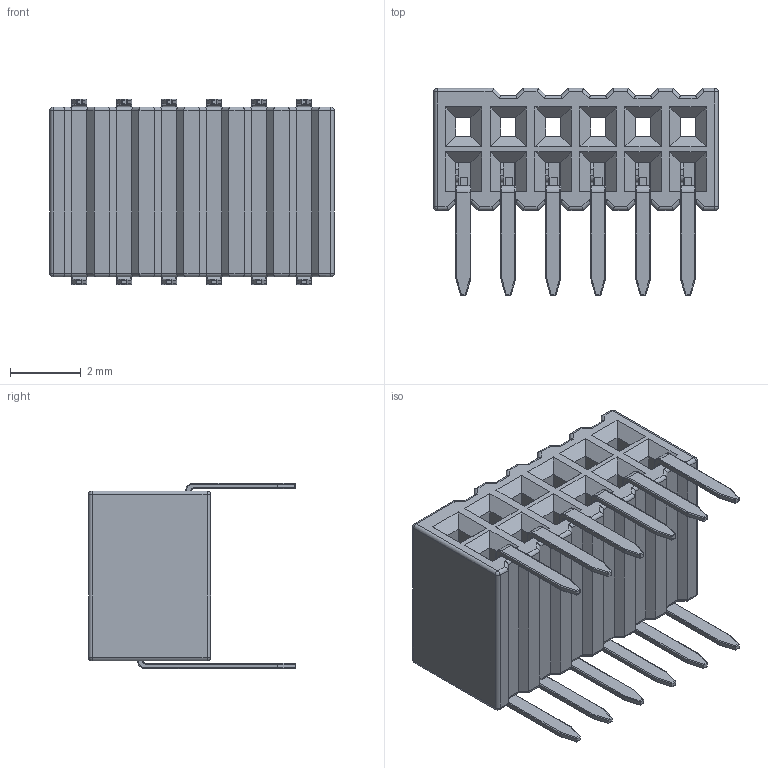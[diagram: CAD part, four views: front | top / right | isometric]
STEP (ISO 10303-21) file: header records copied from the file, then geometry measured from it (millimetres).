
FILE_DESCRIPTION (( 'STEP AP214' ), '1' );
FILE_NAME ('M50-3200645.STEP', '2018-02-07T22:14:43', ( '' ), ( '' ), 'SwSTEP 2.0', 'SolidWorks 2014', '' );
FILE_SCHEMA (( 'AUTOMOTIVE_DESIGN' ));
Length unit declared in the file: millimetre
Products named in the file (1): M50-3200645
Bounding box: 8.04 x 5.85 x 5.24 mm (x, y, z)
Volume: 99.4 mm3; surface area: 550.3 mm2
Topology: 19 solids, 19 shells, 1310 faces, 3400 edges, 2084 vertices
Faces by surface type: plane 710, cylinder 508, torus 48, sphere 44
Entity records: 42770 total; most frequent: CARTESIAN_POINT 7555, ORIENTED_EDGE 6712, DIRECTION 6430, EDGE_CURVE 3356, LINE 2464, VECTOR 2464, VERTEX_POINT 2084, AXIS2_PLACEMENT_3D 1983
